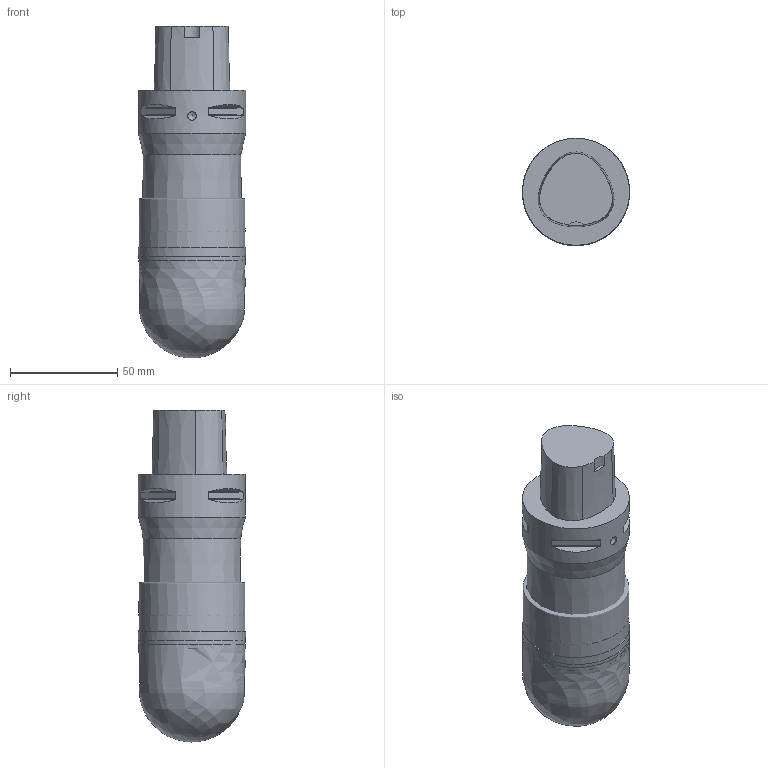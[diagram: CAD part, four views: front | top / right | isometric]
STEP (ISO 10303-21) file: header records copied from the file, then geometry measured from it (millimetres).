
FILE_DESCRIPTION(/* description */ (''),/* implementation_level */ '2;1');
FILE_NAME(/* name */ '1582782366623.stp',/* time_stamp */ '2020-02-27T11:16:18+06:00',/* author */ (''),/* organization */ ('SMS'),/* preprocessor_version */ 'ST-DEVELOPER v16.7',/* originating_system */ 'SIEMENS PLM Software NX 12.0',/* authorisation */ '');
FILE_SCHEMA (('AUTOMOTIVE_DESIGN { 1 0 10303 214 3 1 1 1 }'));
Length unit declared in the file: millimetre
Products named in the file (5): ASSEMBLY_CONSTRUCTION; 202381870mod000_00; 202039781mod000_00; 202836132mod000_00; 202836133mod000_00
Assembly tree (5 placements, depth 2):
  202836133mod000_00
    202836132mod000_00
    202039781mod000_00
    202381870mod000_00  x2
    ASSEMBLY_CONSTRUCTION
Bounding box: 50.06 x 50.06 x 155 mm (x, y, z)
Volume: 329308.9 mm3; surface area: 49824.9 mm2
Topology: 4 solids, 5 shells, 61 faces, 141 edges, 105 vertices
Faces by surface type: plane 18, cone 17, cylinder 16, bspline 7, sphere 3
Full cylindrical faces by diameter (mm): 4 x1, 10 x1, 14.5 x1, 16 x1, 45.2 x1, 45.598 x1, 50 x1
Entity records: 18976 total; most frequent: CARTESIAN_POINT 17497, DIRECTION 268, ORIENTED_EDGE 200, AXIS2_PLACEMENT_3D 119, EDGE_CURVE 100, EDGE_LOOP 90, VERTEX_POINT 80, FACE_BOUND 63
